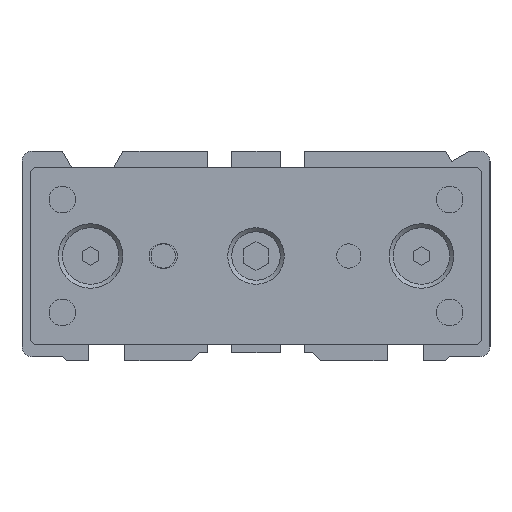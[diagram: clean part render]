
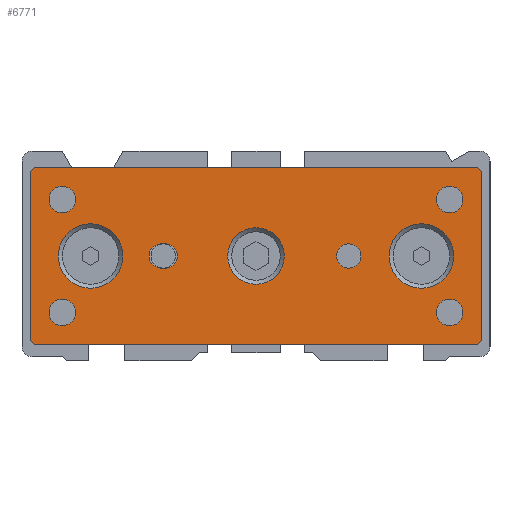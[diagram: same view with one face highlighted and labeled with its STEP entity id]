
A CAD part, left-side view. The second image highlights one B-rep face of the part: STEP entity #6771.
In plain terms, the highlighted planar face has unit normal (-1, 0, 0).
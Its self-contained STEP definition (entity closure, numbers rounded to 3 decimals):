
#6425=CARTESIAN_POINT('',(150.,-223.,0.));
#6426=VERTEX_POINT('Vertex297',#6425);
#6427=CARTESIAN_POINT('',(150.,-221.5,0.));
#6428=DIRECTION('',(1.,0.,0.));
#6429=DIRECTION('',(0.,-1.,0.));
#6430=AXIS2_PLACEMENT_3D('',#6427,#6428,#6429);
#6431=CIRCLE('nurbsCrv408',#6430,1.5);
#6432=EDGE_CURVE('Edge408',#6426,#6426,#6431,.T.);
#6443=CARTESIAN_POINT('',(150.,-198.25,1.5));
#6444=VERTEX_POINT('Vertex298',#6443);
#6451=CARTESIAN_POINT('',(150.,-198.25,-1.5));
#6452=VERTEX_POINT('Vertex299',#6451);
#6453=CARTESIAN_POINT('',(150.,-198.25,0.));
#6454=DIRECTION('',(1.,0.,0.));
#6455=DIRECTION('',(0.,0.,-1.));
#6456=AXIS2_PLACEMENT_3D('',#6453,#6454,#6455);
#6457=CIRCLE('nurbsCrv410',#6456,1.5);
#6458=EDGE_CURVE('Edge410',#6452,#6444,#6457,.T.);
#6475=CARTESIAN_POINT('',(150.,-198.75,-1.5));
#6476=VERTEX_POINT('Vertex300',#6475);
#6483=CARTESIAN_POINT('',(150.,-198.75,1.5));
#6484=VERTEX_POINT('Vertex301',#6483);
#6485=CARTESIAN_POINT('',(150.,-198.75,0.));
#6486=DIRECTION('',(1.,0.,0.));
#6487=DIRECTION('',(0.,0.,1.));
#6488=AXIS2_PLACEMENT_3D('',#6485,#6486,#6487);
#6489=CIRCLE('nurbsCrv413',#6488,1.5);
#6490=EDGE_CURVE('Edge413',#6484,#6476,#6489,.T.);
#6508=CARTESIAN_POINT('',(150.,-198.5,1.5));
#6509=DIRECTION('',(0.,-1.,0.));
#6510=VECTOR('',#6509,1.);
#6511=LINE('nurbsCrv415',#6508,#6510);
#6512=EDGE_CURVE('Edge415',#6444,#6484,#6511,.T.);
#6524=CARTESIAN_POINT('',(150.,-234.5,0.));
#6525=VERTEX_POINT('Vertex302',#6524);
#6526=CARTESIAN_POINT('',(150.,-230.5,0.));
#6527=DIRECTION('',(1.,0.,0.));
#6528=DIRECTION('',(0.,-1.,0.));
#6529=AXIS2_PLACEMENT_3D('',#6526,#6527,#6528);
#6530=CIRCLE('nurbsCrv416',#6529,4.);
#6531=EDGE_CURVE('Edge416',#6525,#6525,#6530,.T.);
#6544=CARTESIAN_POINT('',(150.,-213.5,0.));
#6545=VERTEX_POINT('Vertex303',#6544);
#6546=CARTESIAN_POINT('',(150.,-210.,0.));
#6547=DIRECTION('',(1.,0.,0.));
#6548=DIRECTION('',(0.,-1.,0.));
#6549=AXIS2_PLACEMENT_3D('',#6546,#6547,#6548);
#6550=CIRCLE('nurbsCrv417',#6549,3.5);
#6551=EDGE_CURVE('Edge417',#6545,#6545,#6550,.T.);
#6564=CARTESIAN_POINT('',(150.,-193.5,0.));
#6565=VERTEX_POINT('Vertex304',#6564);
#6566=CARTESIAN_POINT('',(150.,-189.5,0.));
#6567=DIRECTION('',(1.,0.,0.));
#6568=DIRECTION('',(0.,-1.,0.));
#6569=AXIS2_PLACEMENT_3D('',#6566,#6567,#6568);
#6570=CIRCLE('nurbsCrv418',#6569,4.);
#6571=EDGE_CURVE('Edge418',#6565,#6565,#6570,.T.);
#6586=CARTESIAN_POINT('',(150.,-198.5,-1.5));
#6587=DIRECTION('',(0.,1.,0.));
#6588=VECTOR('',#6587,1.);
#6589=LINE('nurbsCrv419',#6586,#6588);
#6590=EDGE_CURVE('Edge419',#6476,#6452,#6589,.T.);
#6602=CARTESIAN_POINT('',(150.,-237.5,11.));
#6603=VERTEX_POINT('Vertex310',#6602);
#6604=CARTESIAN_POINT('',(150.,-182.5,11.));
#6605=VERTEX_POINT('Vertex309',#6604);
#6606=CARTESIAN_POINT('',(150.,-210.,11.));
#6607=DIRECTION('',(0.,1.,0.));
#6608=VECTOR('',#6607,1.);
#6609=LINE('nurbsCrv424',#6606,#6608);
#6610=EDGE_CURVE('Edge424',#6603,#6605,#6609,.T.);
#6611=ORIENTED_EDGE('Edgeuse823',*,*,#6610,.T.);
#6612=CARTESIAN_POINT('',(150.,-182.,10.5));
#6613=VERTEX_POINT('Vertex311',#6612);
#6614=CARTESIAN_POINT('',(150.,-182.25,10.75));
#6615=DIRECTION('',(0.,-0.707,0.707));
#6616=VECTOR('',#6615,1.);
#6617=LINE('nurbsCrv425',#6614,#6616);
#6618=EDGE_CURVE('Edge425',#6613,#6605,#6617,.T.);
#6619=ORIENTED_EDGE('Edgeuse824',*,*,#6618,.F.);
#6620=CARTESIAN_POINT('',(150.,-182.,-10.5));
#6621=VERTEX_POINT('Vertex312',#6620);
#6622=CARTESIAN_POINT('',(150.,-182.,0.));
#6623=DIRECTION('',(0.,0.,1.));
#6624=VECTOR('',#6623,1.);
#6625=LINE('nurbsCrv426',#6622,#6624);
#6626=EDGE_CURVE('Edge426',#6621,#6613,#6625,.T.);
#6627=ORIENTED_EDGE('Edgeuse825',*,*,#6626,.F.);
#6628=CARTESIAN_POINT('',(150.,-182.5,-11.));
#6629=VERTEX_POINT('Vertex313',#6628);
#6630=CARTESIAN_POINT('',(150.,-182.25,-10.75));
#6631=DIRECTION('',(0.,0.707,0.707));
#6632=VECTOR('',#6631,1.);
#6633=LINE('nurbsCrv427',#6630,#6632);
#6634=EDGE_CURVE('Edge427',#6629,#6621,#6633,.T.);
#6635=ORIENTED_EDGE('Edgeuse826',*,*,#6634,.F.);
#6636=CARTESIAN_POINT('',(150.,-237.5,-11.));
#6637=VERTEX_POINT('Vertex314',#6636);
#6638=CARTESIAN_POINT('',(150.,-210.,-11.));
#6639=DIRECTION('',(0.,1.,0.));
#6640=VECTOR('',#6639,1.);
#6641=LINE('nurbsCrv428',#6638,#6640);
#6642=EDGE_CURVE('Edge428',#6637,#6629,#6641,.T.);
#6643=ORIENTED_EDGE('Edgeuse827',*,*,#6642,.F.);
#6644=CARTESIAN_POINT('',(150.,-238.,-10.5));
#6645=VERTEX_POINT('Vertex315',#6644);
#6646=CARTESIAN_POINT('',(150.,-237.75,-10.75));
#6647=DIRECTION('',(0.,0.707,-0.707));
#6648=VECTOR('',#6647,1.);
#6649=LINE('nurbsCrv429',#6646,#6648);
#6650=EDGE_CURVE('Edge429',#6645,#6637,#6649,.T.);
#6651=ORIENTED_EDGE('Edgeuse828',*,*,#6650,.F.);
#6652=CARTESIAN_POINT('',(150.,-238.,10.5));
#6653=VERTEX_POINT('Vertex316',#6652);
#6654=CARTESIAN_POINT('',(150.,-238.,0.));
#6655=DIRECTION('',(0.,0.,1.));
#6656=VECTOR('',#6655,1.);
#6657=LINE('nurbsCrv430',#6654,#6656);
#6658=EDGE_CURVE('Edge430',#6645,#6653,#6657,.T.);
#6659=ORIENTED_EDGE('Edgeuse829',*,*,#6658,.T.);
#6660=CARTESIAN_POINT('',(150.,-237.75,10.75));
#6661=DIRECTION('',(0.,0.707,0.707));
#6662=VECTOR('',#6661,1.);
#6663=LINE('nurbsCrv431',#6660,#6662);
#6664=EDGE_CURVE('Edge431',#6653,#6603,#6663,.T.);
#6665=ORIENTED_EDGE('Edgeuse830',*,*,#6664,.T.);
#6666=EDGE_LOOP('',(#6611,#6619,#6627,#6635,#6643,#6651,#6659,#6665));
#6667=FACE_OUTER_BOUND('',#6666,.T.);
#6668=ORIENTED_EDGE('Edgeuse831',*,*,#6531,.T.);
#6669=EDGE_LOOP('',(#6668));
#6670=FACE_BOUND('',#6669,.T.);
#6671=ORIENTED_EDGE('Edgeuse832',*,*,#6551,.T.);
#6672=EDGE_LOOP('',(#6671));
#6673=FACE_BOUND('',#6672,.T.);
#6674=ORIENTED_EDGE('Edgeuse833',*,*,#6571,.T.);
#6675=EDGE_LOOP('',(#6674));
#6676=FACE_BOUND('',#6675,.T.);
#6677=ORIENTED_EDGE('Edgeuse834',*,*,#6432,.T.);
#6678=EDGE_LOOP('',(#6677));
#6679=FACE_BOUND('',#6678,.T.);
#6680=ORIENTED_EDGE('Edgeuse835',*,*,#6458,.T.);
#6681=ORIENTED_EDGE('Edgeuse836',*,*,#6512,.T.);
#6682=ORIENTED_EDGE('Edgeuse837',*,*,#6490,.T.);
#6683=ORIENTED_EDGE('Edgeuse838',*,*,#6590,.T.);
#6684=EDGE_LOOP('',(#6680,#6681,#6682,#6683));
#6685=FACE_BOUND('',#6684,.T.);
#6686=CARTESIAN_POINT('',(150.,-184.35,7.));
#6687=VERTEX_POINT('Vertex305',#6686);
#6688=CARTESIAN_POINT('',(150.,-187.65,7.));
#6689=VERTEX_POINT('Vertex328',#6688);
#6690=CARTESIAN_POINT('',(150.,-186.,7.));
#6691=DIRECTION('',(1.,0.,0.));
#6692=DIRECTION('',(0.,1.,0.));
#6693=AXIS2_PLACEMENT_3D('',#6690,#6691,#6692);
#6694=CIRCLE('nurbsCrv1447',#6693,1.65);
#6695=EDGE_CURVE('Edge498',#6687,#6689,#6694,.T.);
#6696=ORIENTED_EDGE('Edgeuse997',*,*,#6695,.T.);
#6697=CARTESIAN_POINT('',(150.,-186.,7.));
#6698=DIRECTION('',(1.,0.,0.));
#6699=DIRECTION('',(0.,-1.,0.));
#6700=AXIS2_PLACEMENT_3D('',#6697,#6698,#6699);
#6701=CIRCLE('nurbsCrv1448',#6700,1.65);
#6702=EDGE_CURVE('Edge499',#6689,#6687,#6701,.T.);
#6703=ORIENTED_EDGE('Edgeuse999',*,*,#6702,.T.);
#6704=EDGE_LOOP('',(#6696,#6703));
#6705=FACE_BOUND('',#6704,.T.);
#6706=CARTESIAN_POINT('',(150.,-184.35,-7.));
#6707=VERTEX_POINT('Vertex306',#6706);
#6708=CARTESIAN_POINT('',(150.,-187.65,-7.));
#6709=VERTEX_POINT('Vertex330',#6708);
#6710=CARTESIAN_POINT('',(150.,-186.,-7.));
#6711=DIRECTION('',(1.,0.,0.));
#6712=DIRECTION('',(0.,1.,0.));
#6713=AXIS2_PLACEMENT_3D('',#6710,#6711,#6712);
#6714=CIRCLE('nurbsCrv1464',#6713,1.65);
#6715=EDGE_CURVE('Edge503',#6707,#6709,#6714,.T.);
#6716=ORIENTED_EDGE('Edgeuse1007',*,*,#6715,.T.);
#6717=CARTESIAN_POINT('',(150.,-186.,-7.));
#6718=DIRECTION('',(1.,0.,0.));
#6719=DIRECTION('',(0.,-1.,0.));
#6720=AXIS2_PLACEMENT_3D('',#6717,#6718,#6719);
#6721=CIRCLE('nurbsCrv1465',#6720,1.65);
#6722=EDGE_CURVE('Edge504',#6709,#6707,#6721,.T.);
#6723=ORIENTED_EDGE('Edgeuse1009',*,*,#6722,.T.);
#6724=EDGE_LOOP('',(#6716,#6723));
#6725=FACE_BOUND('',#6724,.T.);
#6726=CARTESIAN_POINT('',(150.,-232.35,-7.));
#6727=VERTEX_POINT('Vertex307',#6726);
#6728=CARTESIAN_POINT('',(150.,-235.65,-7.));
#6729=VERTEX_POINT('Vertex332',#6728);
#6730=CARTESIAN_POINT('',(150.,-234.,-7.));
#6731=DIRECTION('',(1.,0.,0.));
#6732=DIRECTION('',(0.,1.,0.));
#6733=AXIS2_PLACEMENT_3D('',#6730,#6731,#6732);
#6734=CIRCLE('nurbsCrv1481',#6733,1.65);
#6735=EDGE_CURVE('Edge508',#6727,#6729,#6734,.T.);
#6736=ORIENTED_EDGE('Edgeuse1017',*,*,#6735,.T.);
#6737=CARTESIAN_POINT('',(150.,-234.,-7.));
#6738=DIRECTION('',(1.,0.,0.));
#6739=DIRECTION('',(0.,-1.,0.));
#6740=AXIS2_PLACEMENT_3D('',#6737,#6738,#6739);
#6741=CIRCLE('nurbsCrv1482',#6740,1.65);
#6742=EDGE_CURVE('Edge509',#6729,#6727,#6741,.T.);
#6743=ORIENTED_EDGE('Edgeuse1019',*,*,#6742,.T.);
#6744=EDGE_LOOP('',(#6736,#6743));
#6745=FACE_BOUND('',#6744,.T.);
#6746=CARTESIAN_POINT('',(150.,-232.35,7.));
#6747=VERTEX_POINT('Vertex308',#6746);
#6748=CARTESIAN_POINT('',(150.,-235.65,7.));
#6749=VERTEX_POINT('Vertex334',#6748);
#6750=CARTESIAN_POINT('',(150.,-234.,7.));
#6751=DIRECTION('',(1.,0.,0.));
#6752=DIRECTION('',(0.,1.,0.));
#6753=AXIS2_PLACEMENT_3D('',#6750,#6751,#6752);
#6754=CIRCLE('nurbsCrv1498',#6753,1.65);
#6755=EDGE_CURVE('Edge513',#6747,#6749,#6754,.T.);
#6756=ORIENTED_EDGE('Edgeuse1027',*,*,#6755,.T.);
#6757=CARTESIAN_POINT('',(150.,-234.,7.));
#6758=DIRECTION('',(1.,0.,0.));
#6759=DIRECTION('',(0.,-1.,0.));
#6760=AXIS2_PLACEMENT_3D('',#6757,#6758,#6759);
#6761=CIRCLE('nurbsCrv1499',#6760,1.65);
#6762=EDGE_CURVE('Edge514',#6749,#6747,#6761,.T.);
#6763=ORIENTED_EDGE('Edgeuse1029',*,*,#6762,.T.);
#6764=EDGE_LOOP('',(#6756,#6763));
#6765=FACE_BOUND('',#6764,.T.);
#6766=CARTESIAN_POINT('',(150.,-210.,0.));
#6767=DIRECTION('',(-1.,0.,0.));
#6768=DIRECTION('',(0.,-1.,0.));
#6769=AXIS2_PLACEMENT_3D('',#6766,#6767,#6768);
#6770=PLANE('nurbsSrf186',#6769);
#6771=ADVANCED_FACE('Face186',(#6667,#6670,#6673,#6676,#6679,#6685,#6705,#6725,
#6745,#6765),#6770,.T.);
